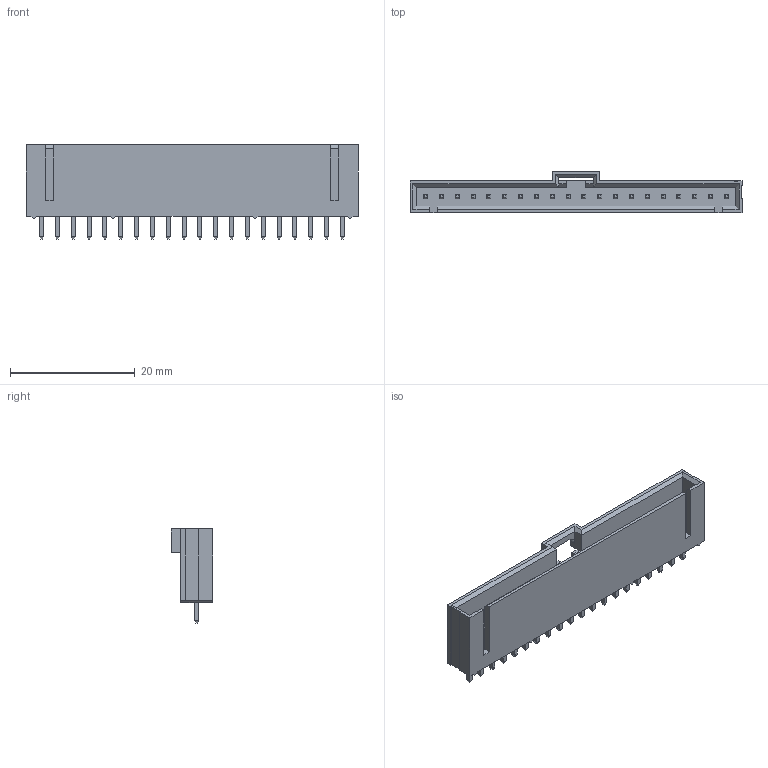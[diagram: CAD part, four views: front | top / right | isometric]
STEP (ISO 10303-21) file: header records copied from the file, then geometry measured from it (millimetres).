
FILE_DESCRIPTION((''),'2;1');
FILE_NAME('1719710020','2019-01-10T',('gga'),(''),'PRO/ENGINEER BY PARAMETRIC TECHNOLOGY CORPORATION, 2016010','PRO/ENGINEER BY PARAMETRIC TECHNOLOGY CORPORATION, 2016010','');
FILE_SCHEMA(('CONFIG_CONTROL_DESIGN'));
Length unit declared in the file: millimetre
Products named in the file (1): 1719710020
Bounding box: 53.26 x 6.6 x 15.11 mm (x, y, z)
Volume: 1735.9 mm3; surface area: 3298.8 mm2
Topology: 1 solids, 1 shells, 434 faces, 1050 edges, 658 vertices
Faces by surface type: plane 432, cylinder 2
Entity records: 12213 total; most frequent: CARTESIAN_POINT 2101, ORIENTED_EDGE 2018, DIRECTION 1964, EDGE_CURVE 1009, VECTOR 1006, LINE 1006, VERTEX_POINT 616, AXIS2_PLACEMENT_3D 479
